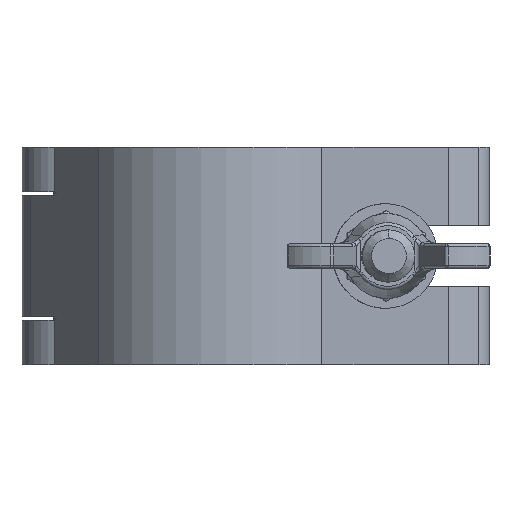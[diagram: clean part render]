
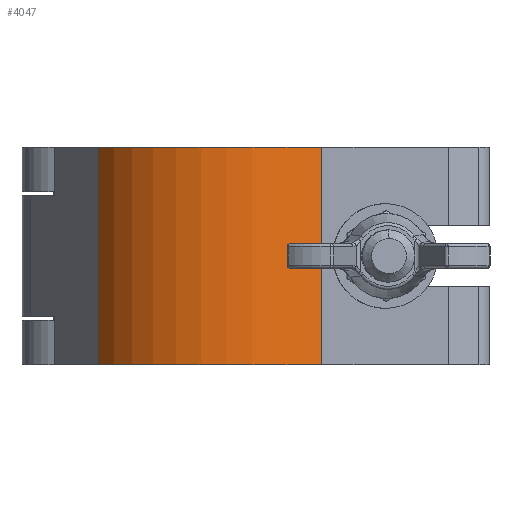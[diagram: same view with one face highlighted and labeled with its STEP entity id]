
A CAD part, front view. The second image highlights one B-rep face of the part: STEP entity #4047.
In plain terms, the highlighted cylindrical face has radius 35.4 mm (diameter 70.8 mm), a partial arc.
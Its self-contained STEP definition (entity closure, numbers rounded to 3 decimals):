
#319 = CARTESIAN_POINT ( 'NONE',  ( 16.54, 43.218, 24.95 ) ) ;
#320 = LINE ( 'NONE', #319, #16237 ) ;
#718 = DIRECTION ( 'NONE',  ( 1., 0., 0. ) ) ;
#1947 = VECTOR ( 'NONE', #18034, 1000. ) ;
#2187 = ORIENTED_EDGE ( 'NONE', *, *, #6949, .T. ) ;
#3150 = DIRECTION ( 'NONE',  ( 0., 0., -1. ) ) ;
#4047 = ADVANCED_FACE ( 'NONE', ( #15541 ), #5322, .T. ) ;
#4724 = CARTESIAN_POINT ( 'NONE',  ( 47., 25.18, -24.95 ) ) ;
#4989 = VERTEX_POINT ( 'NONE', #12687 ) ;
#5180 = VERTEX_POINT ( 'NONE', #17648 ) ;
#5322 = CYLINDRICAL_SURFACE ( 'NONE', #6593, 35.4 ) ;
#5887 = ORIENTED_EDGE ( 'NONE', *, *, #15857, .F. ) ;
#6373 = AXIS2_PLACEMENT_3D ( 'NONE', #4724, #14647, #718 ) ;
#6593 = AXIS2_PLACEMENT_3D ( 'NONE', #11823, #10342, #13218 ) ;
#6715 = EDGE_CURVE ( 'NONE', #4989, #5180, #11236, .T. ) ;
#6887 = ORIENTED_EDGE ( 'NONE', *, *, #9771, .F. ) ;
#6949 = EDGE_CURVE ( 'NONE', #7642, #4989, #14580, .T. ) ;
#7445 = ORIENTED_EDGE ( 'NONE', *, *, #6715, .T. ) ;
#7452 = VERTEX_POINT ( 'NONE', #18185 ) ;
#7642 = VERTEX_POINT ( 'NONE', #12959 ) ;
#8323 = CARTESIAN_POINT ( 'NONE',  ( 67.5, 54.04, 24.95 ) ) ;
#8952 = EDGE_LOOP ( 'NONE', ( #7445, #6887, #5887, #2187 ) ) ;
#9771 = EDGE_CURVE ( 'NONE', #7452, #5180, #320, .T. ) ;
#10286 = AXIS2_PLACEMENT_3D ( 'NONE', #13158, #17318, #13098 ) ;
#10342 = DIRECTION ( 'NONE',  ( 0., 0., -1. ) ) ;
#11236 = CIRCLE ( 'NONE', #6373, 35.4 ) ;
#11823 = CARTESIAN_POINT ( 'NONE',  ( 47., 25.18, 24.95 ) ) ;
#12687 = CARTESIAN_POINT ( 'NONE',  ( 67.5, 54.04, -24.95 ) ) ;
#12959 = CARTESIAN_POINT ( 'NONE',  ( 67.5, 54.04, 24.95 ) ) ;
#13098 = DIRECTION ( 'NONE',  ( 1., 0., 0. ) ) ;
#13158 = CARTESIAN_POINT ( 'NONE',  ( 47., 25.18, 24.95 ) ) ;
#13218 = DIRECTION ( 'NONE',  ( -1., 0., 0. ) ) ;
#14580 = LINE ( 'NONE', #8323, #1947 ) ;
#14647 = DIRECTION ( 'NONE',  ( 0., 0., 1. ) ) ;
#15541 = FACE_OUTER_BOUND ( 'NONE', #8952, .T. ) ;
#15857 = EDGE_CURVE ( 'NONE', #7642, #7452, #16826, .T. ) ;
#16237 = VECTOR ( 'NONE', #3150, 1000. ) ;
#16826 = CIRCLE ( 'NONE', #10286, 35.4 ) ;
#17318 = DIRECTION ( 'NONE',  ( 0., 0., 1. ) ) ;
#17648 = CARTESIAN_POINT ( 'NONE',  ( 16.54, 43.218, -24.95 ) ) ;
#18034 = DIRECTION ( 'NONE',  ( 0., 0., -1. ) ) ;
#18185 = CARTESIAN_POINT ( 'NONE',  ( 16.54, 43.218, 24.95 ) ) ;
